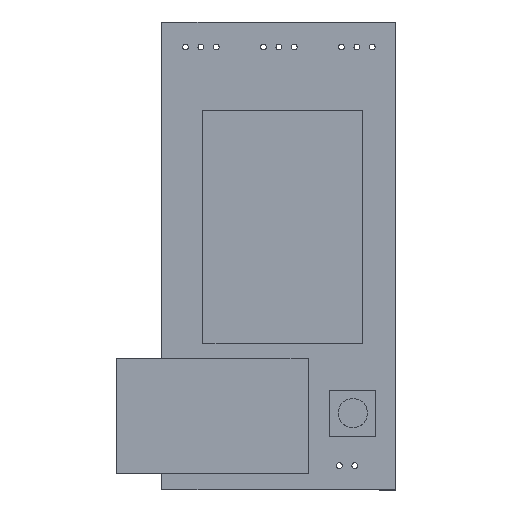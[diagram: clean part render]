
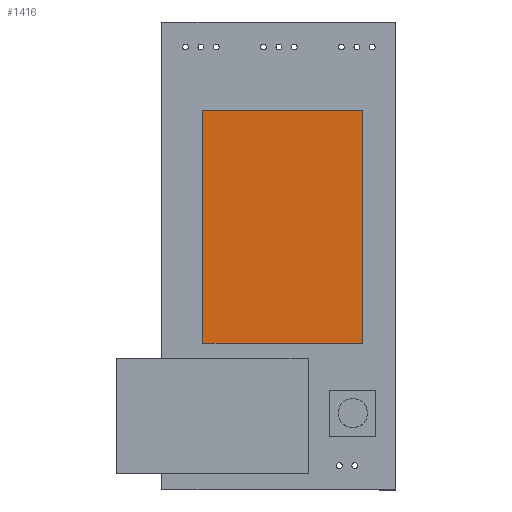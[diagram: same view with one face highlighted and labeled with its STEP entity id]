
A CAD part, top view. The second image highlights one B-rep face of the part: STEP entity #1416.
In plain terms, the highlighted planar face has unit normal (0, 0, 1).
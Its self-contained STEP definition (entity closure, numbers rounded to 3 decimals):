
#185=FACE_OUTER_BOUND('',#301,.T.);
#301=EDGE_LOOP('',(#985,#986,#987,#988));
#452=LINE('',#2279,#562);
#454=LINE('',#2283,#564);
#456=LINE('',#2287,#566);
#457=LINE('',#2288,#567);
#562=VECTOR('',#1777,10.);
#564=VECTOR('',#1781,10.);
#566=VECTOR('',#1785,10.);
#567=VECTOR('',#1786,10.);
#671=VERTEX_POINT('',#2276);
#672=VERTEX_POINT('',#2278);
#673=VERTEX_POINT('',#2282);
#674=VERTEX_POINT('',#2286);
#794=EDGE_CURVE('',#672,#671,#452,.T.);
#796=EDGE_CURVE('',#673,#672,#454,.T.);
#798=EDGE_CURVE('',#671,#674,#456,.T.);
#799=EDGE_CURVE('',#674,#673,#457,.T.);
#985=ORIENTED_EDGE('',*,*,#798,.T.);
#986=ORIENTED_EDGE('',*,*,#799,.T.);
#987=ORIENTED_EDGE('',*,*,#796,.T.);
#988=ORIENTED_EDGE('',*,*,#794,.T.);
#1338=PLANE('',#1571);
#1416=ADVANCED_FACE('',(#185),#1338,.T.);
#1571=AXIS2_PLACEMENT_3D('',#2285,#1783,#1784);
#1777=DIRECTION('',(0.,1.,0.));
#1781=DIRECTION('',(1.,0.,0.));
#1783=DIRECTION('center_axis',(0.,0.,
1.));
#1784=DIRECTION('ref_axis',(1.,0.,0.));
#1785=DIRECTION('',(-1.,0.,0.));
#1786=DIRECTION('',(0.,-1.,0.));
#2276=CARTESIAN_POINT('',(144.212,-71.232,9.6));
#2278=CARTESIAN_POINT('',(144.212,-101.519,9.6));
#2279=CARTESIAN_POINT('',(144.212,-71.232,9.6));
#2282=CARTESIAN_POINT('',(123.468,-101.519,9.6));
#2283=CARTESIAN_POINT('',(144.212,-101.519,9.6));
#2285=CARTESIAN_POINT('Origin',(133.84,-86.376,9.6));
#2286=CARTESIAN_POINT('',(123.468,-71.232,9.6));
#2287=CARTESIAN_POINT('',(123.468,-71.232,9.6));
#2288=CARTESIAN_POINT('',(123.468,-101.519,9.6));
